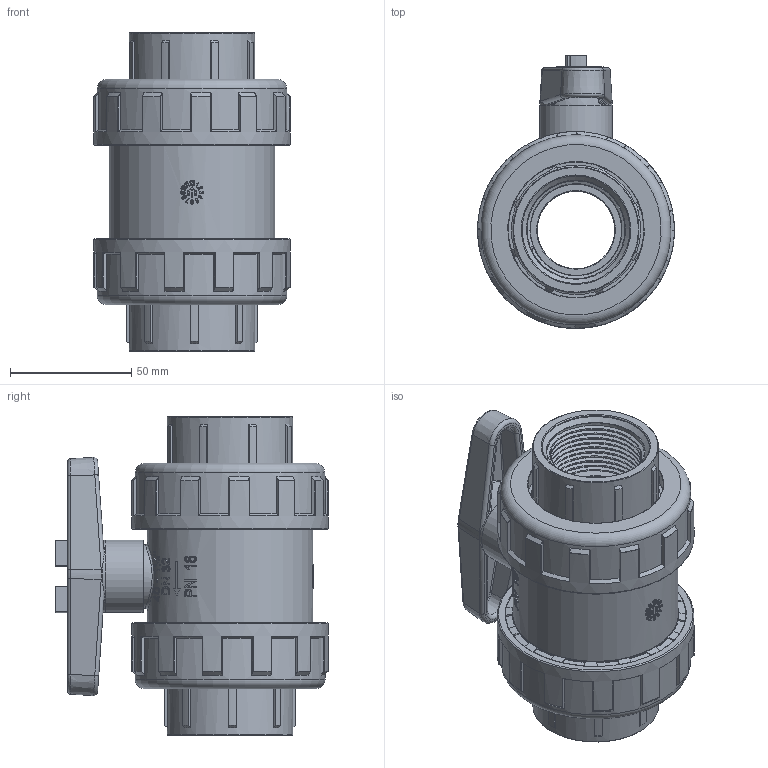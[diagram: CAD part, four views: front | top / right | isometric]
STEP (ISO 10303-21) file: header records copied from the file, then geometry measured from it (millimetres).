
FILE_DESCRIPTION( ( 'Unknown' ), '1' );
FILE_NAME( '1053040.stp', 'Unknown', ( 'Unknown' ), ( 'Unknown' ), 'PSStep 16.0.42', 'Unknown', ' ' );
FILE_SCHEMA( ( 'AUTOMOTIVE_DESIGN { 1 0 10303 214 1 1 1 1 }' ) );
Length unit declared in the file: millimetre
Products named in the file (5): Assem1; Cuerpo V_bola ø 40-1¼_Rev.4; Maneta_Export_V_Bola_ø_40_Rev.1; Tuerca v_bola ø 40; Manguito roscado ø 40
Assembly tree (6 placements, depth 2):
  Assem1
    Cuerpo V_bola ø 40-1¼_Rev.4
    Maneta_Export_V_Bola_ø_40_Rev.1
    Tuerca v_bola ø 40  x2
    Manguito roscado ø 40  x2
Bounding box: 81 x 112.3 x 131 mm (x, y, z)
Volume: 293429.7 mm3; surface area: 123518.5 mm2
Topology: 6 solids, 6 shells, 1574 faces, 4138 edges, 2668 vertices
Faces by surface type: plane 585, cylinder 362, extrusion 172, cone 171, torus 140, bspline 92, sphere 52
Full cylindrical faces by diameter (mm): 9.2 x1, 10 x1, 14.4 x1, 15 x1, 16.2 x1, 26 x1, 29.8 x1, 32 x3, 35.3 x1, 35.8 x1, 40.3 x20, 42.6 x1, 44.3 x3, 45 x1, 48.8 x1, 51.8 x2, 53.3 x1, 54.8 x1, 55.8 x2, 61.6 x2, 62.4 x2, 63 x8, 66.5 x8, 68 x3, 74.6 x2, 78.2 x2, 81 x2
Entity records: 64242 total; most frequent: CARTESIAN_POINT 26995, ORIENTED_EDGE 6000, DIRECTION 5200, EDGE_CURVE 3000, VERTEX_POINT 1986, AXIS2_PLACEMENT_3D 1871, VECTOR 1458, EDGE_LOOP 1352
